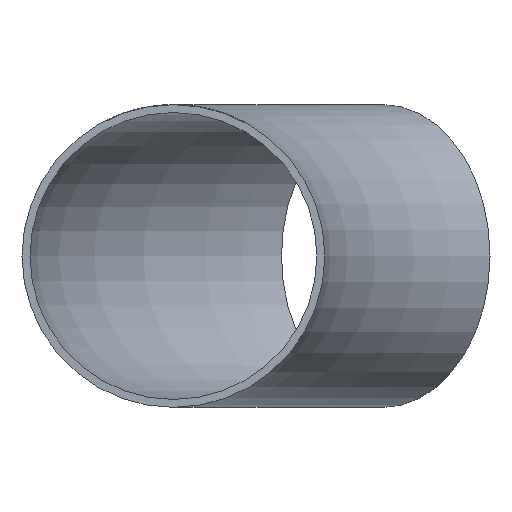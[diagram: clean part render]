
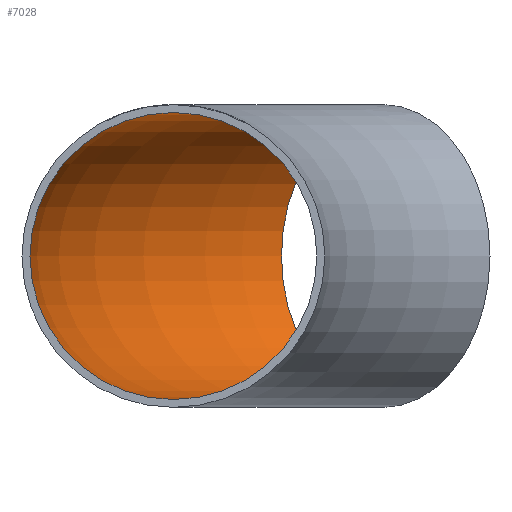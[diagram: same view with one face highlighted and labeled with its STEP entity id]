
A CAD part, front view. The second image highlights one B-rep face of the part: STEP entity #7028.
In plain terms, the highlighted toroidal (fillet/blend) face has major radius 270 mm and minor radius 54.15 mm.
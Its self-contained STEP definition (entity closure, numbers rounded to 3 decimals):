
#13 = AXIS2_PLACEMENT_3D ( 'NONE', #17760, #4644, #14597 ) ;
#905 = DIRECTION ( 'NONE',  ( 0., 1., 0. ) ) ;
#1725 = EDGE_LOOP ( 'NONE', ( #2043 ) ) ;
#2043 = ORIENTED_EDGE ( 'NONE', *, *, #9768, .F. ) ;
#3352 = FACE_OUTER_BOUND ( 'NONE', #12465, .T. ) ;
#3358 = CARTESIAN_POINT ( 'NONE',  ( -229.209, 229.209, 0. ) ) ;
#4644 = DIRECTION ( 'NONE',  ( 0.707, 0.707, 0. ) ) ;
#4929 = VERTEX_POINT ( 'NONE', #3358 ) ;
#5021 = DIRECTION ( 'NONE',  ( -1., 0., 0. ) ) ;
#5128 = VERTEX_POINT ( 'NONE', #8404 ) ;
#5318 = EDGE_CURVE ( 'NONE', #4929, #4929, #9735, .T. ) ;
#5715 = DIRECTION ( 'NONE',  ( 0., 0., 1. ) ) ;
#7028 = ADVANCED_FACE ( 'NONE', ( #3352, #9869 ), #16067, .F. ) ;
#8296 = CIRCLE ( 'NONE', #9324, 54.15 ) ;
#8404 = CARTESIAN_POINT ( 'NONE',  ( -270., 0., 54.15 ) ) ;
#9324 = AXIS2_PLACEMENT_3D ( 'NONE', #13709, #905, #5715 ) ;
#9735 = CIRCLE ( 'NONE', #13, 54.15 ) ;
#9768 = EDGE_CURVE ( 'NONE', #5128, #5128, #8296, .T. ) ;
#9869 = FACE_OUTER_BOUND ( 'NONE', #1725, .T. ) ;
#12465 = EDGE_LOOP ( 'NONE', ( #13337 ) ) ;
#13337 = ORIENTED_EDGE ( 'NONE', *, *, #5318, .T. ) ;
#13709 = CARTESIAN_POINT ( 'NONE',  ( -270., 0., 0. ) ) ;
#14582 = CARTESIAN_POINT ( 'NONE',  ( 0., 0., 0. ) ) ;
#14597 = DIRECTION ( 'NONE',  ( -0.707, 0.707, 0. ) ) ;
#14697 = AXIS2_PLACEMENT_3D ( 'NONE', #14582, #16288, #5021 ) ;
#16067 = TOROIDAL_SURFACE ( 'NONE', #14697, 270., 54.15 ) ;
#16288 = DIRECTION ( 'NONE',  ( 0., 0., -1. ) ) ;
#17760 = CARTESIAN_POINT ( 'NONE',  ( -190.919, 190.919, 0. ) ) ;
